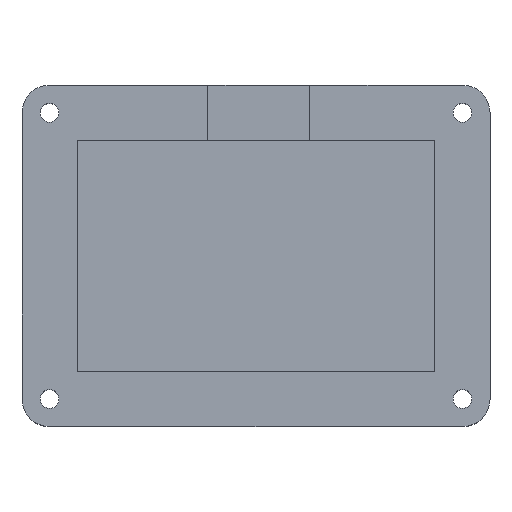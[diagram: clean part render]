
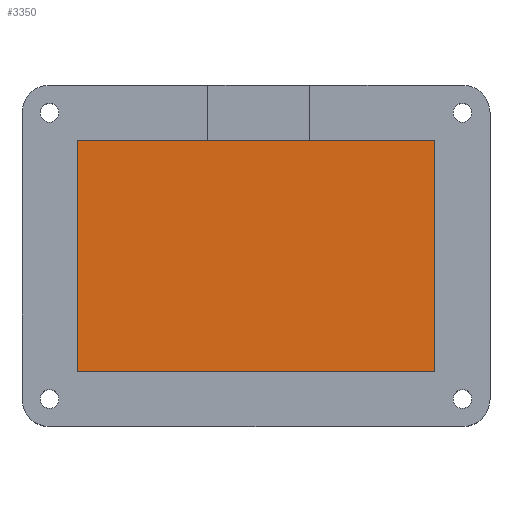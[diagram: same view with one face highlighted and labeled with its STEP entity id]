
A CAD part, top view. The second image highlights one B-rep face of the part: STEP entity #3350.
In plain terms, the highlighted planar face has unit normal (0, 0, 1).
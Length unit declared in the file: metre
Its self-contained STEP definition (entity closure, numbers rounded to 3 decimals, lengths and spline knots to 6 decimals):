
#401=ORIENTED_EDGE('',*,*,#1362,.F.);
#402=ORIENTED_EDGE('',*,*,#1355,.T.);
#403=ORIENTED_EDGE('',*,*,#1377,.T.);
#404=ORIENTED_EDGE('',*,*,#1366,.F.);
#1355=EDGE_CURVE('',#1866,#1867,#2212,.T.);
#1362=EDGE_CURVE('',#1866,#1873,#2219,.T.);
#1366=EDGE_CURVE('',#1873,#1876,#2223,.T.);
#1377=EDGE_CURVE('',#1867,#1876,#2226,.T.);
#1866=VERTEX_POINT('',#4492);
#1867=VERTEX_POINT('',#4493);
#1873=VERTEX_POINT('',#4507);
#1876=VERTEX_POINT('',#4515);
#2212=LINE('',#4491,#2521);
#2219=LINE('',#4506,#2528);
#2223=LINE('',#4514,#2532);
#2226=LINE('',#4540,#2535);
#2521=VECTOR('',#3771,1.);
#2528=VECTOR('',#3780,1.);
#2532=VECTOR('',#3786,1.);
#2535=VECTOR('',#3815,1.);
#2841=EDGE_LOOP('',(#401,#402,#403,#404));
#3060=FACE_BOUND('',#2841,.T.);
#3262=PLANE('',#3576);
#3350=ADVANCED_FACE('',(#3060),#3262,.T.);
#3576=AXIS2_PLACEMENT_3D('',#4571,#3849,#3850);
#3771=DIRECTION('',(0.,-1.,0.));
#3780=DIRECTION('',(1.,0.,0.));
#3786=DIRECTION('',(0.,-1.,0.));
#3815=DIRECTION('',(1.,0.,0.));
#3849=DIRECTION('',(0.,0.,1.));
#3850=DIRECTION('',(1.,0.,0.));
#4491=CARTESIAN_POINT('',(-0.0325,0.,0.003));
#4492=CARTESIAN_POINT('',(-0.0325,0.021,0.003));
#4493=CARTESIAN_POINT('',(-0.0325,-0.021,0.003));
#4506=CARTESIAN_POINT('',(0.,0.021,0.003));
#4507=CARTESIAN_POINT('',(0.0325,0.021,0.003));
#4514=CARTESIAN_POINT('',(0.0325,0.,0.003));
#4515=CARTESIAN_POINT('',(0.0325,-0.021,0.003));
#4540=CARTESIAN_POINT('',(0.,-0.021,0.003));
#4571=CARTESIAN_POINT('',(0.,0.,0.003));
